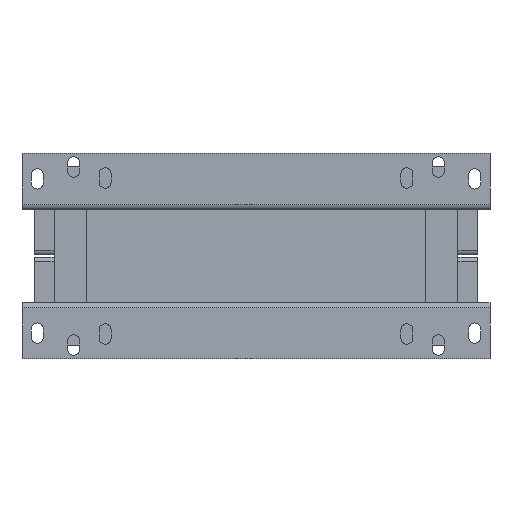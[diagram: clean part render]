
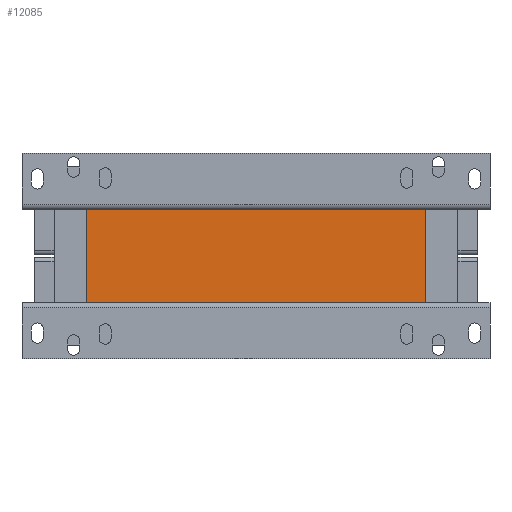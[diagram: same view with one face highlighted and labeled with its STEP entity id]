
A CAD part, front view. The second image highlights one B-rep face of the part: STEP entity #12085.
In plain terms, the highlighted planar face has unit normal (0, -1, 0).
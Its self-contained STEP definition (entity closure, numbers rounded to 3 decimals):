
#215 = EDGE_CURVE ( 'Defeature ausgef�hrt5_500+Defeature ausgef�hrt5_10+Defeature ausgef�hrt5_6+Defeature ausgef�hrt5_7', #19162, #19447, #21736, .T. ) ;
#595 = CARTESIAN_POINT ( 'NONE',  ( -200., -200., 55. ) ) ;
#819 = LINE ( 'NONE', #21126, #5126 ) ;
#1499 = ORIENTED_EDGE ( 'NONE', *, *, #22411, .T. ) ;
#1573 = CARTESIAN_POINT ( 'NONE',  ( -200., -200., -55. ) ) ;
#2256 = PLANE ( 'NONE',  #3335 ) ;
#3335 = AXIS2_PLACEMENT_3D ( 'NONE', #595, #14403, #12778 ) ;
#4132 = DIRECTION ( 'NONE',  ( 1., 0., 0. ) ) ;
#4677 = VERTEX_POINT ( 'NONE', #11372 ) ;
#5126 = VECTOR ( 'NONE', #10709, 1000. ) ;
#6330 = CARTESIAN_POINT ( 'NONE',  ( -200., -200., 55. ) ) ;
#6402 = VECTOR ( 'NONE', #11413, 1000. ) ;
#6956 = LINE ( 'NONE', #18342, #6402 ) ;
#7346 = ORIENTED_EDGE ( 'NONE', *, *, #9240, .T. ) ;
#7491 = ORIENTED_EDGE ( 'NONE', *, *, #10549, .F. ) ;
#9240 = EDGE_CURVE ( 'Defeature ausgef�hrt5_10+Defeature ausgef�hrt5_6+Defeature ausgef�hrt5_500+Defeature ausgef�hrt5_499', #19162, #14432, #819, .T. ) ;
#9372 = CARTESIAN_POINT ( 'NONE',  ( -200., -200., -55. ) ) ;
#10549 = EDGE_CURVE ( 'Defeature ausgef�hrt5_7+Defeature ausgef�hrt5_10+Defeature ausgef�hrt5_500+Defeature ausgef�hrt5_499', #19447, #4677, #6956, .T. ) ;
#10709 = DIRECTION ( 'NONE',  ( 0., 0., -1. ) ) ;
#11070 = CARTESIAN_POINT ( 'NONE',  ( -200., -200., 55. ) ) ;
#11212 = LINE ( 'NONE', #9372, #21788 ) ;
#11372 = CARTESIAN_POINT ( 'NONE',  ( 200., -200., -55. ) ) ;
#11413 = DIRECTION ( 'NONE',  ( 0., 0., -1. ) ) ;
#12085 = ADVANCED_FACE ( 'Defeature ausgef�hrt5_10', ( #12315 ), #2256, .F. ) ;
#12315 = FACE_OUTER_BOUND ( 'NONE', #20935, .T. ) ;
#12778 = DIRECTION ( 'NONE',  ( 0., 0., 1. ) ) ;
#13375 = DIRECTION ( 'NONE',  ( 1., 0., 0. ) ) ;
#14403 = DIRECTION ( 'NONE',  ( 0., 1., 0. ) ) ;
#14432 = VERTEX_POINT ( 'NONE', #1573 ) ;
#18342 = CARTESIAN_POINT ( 'NONE',  ( 200., -200., 55. ) ) ;
#18637 = ORIENTED_EDGE ( 'NONE', *, *, #215, .F. ) ;
#19029 = VECTOR ( 'NONE', #13375, 1000. ) ;
#19162 = VERTEX_POINT ( 'NONE', #11070 ) ;
#19447 = VERTEX_POINT ( 'NONE', #22449 ) ;
#20935 = EDGE_LOOP ( 'NONE', ( #1499, #7491, #18637, #7346 ) ) ;
#21126 = CARTESIAN_POINT ( 'NONE',  ( -200., -200., 55. ) ) ;
#21736 = LINE ( 'NONE', #6330, #19029 ) ;
#21788 = VECTOR ( 'NONE', #4132, 1000. ) ;
#22411 = EDGE_CURVE ( 'Defeature ausgef�hrt5_10+Defeature ausgef�hrt5_499+Defeature ausgef�hrt5_6+Defeature ausgef�hrt5_7', #14432, #4677, #11212, .T. ) ;
#22449 = CARTESIAN_POINT ( 'NONE',  ( 200., -200., 55. ) ) ;
